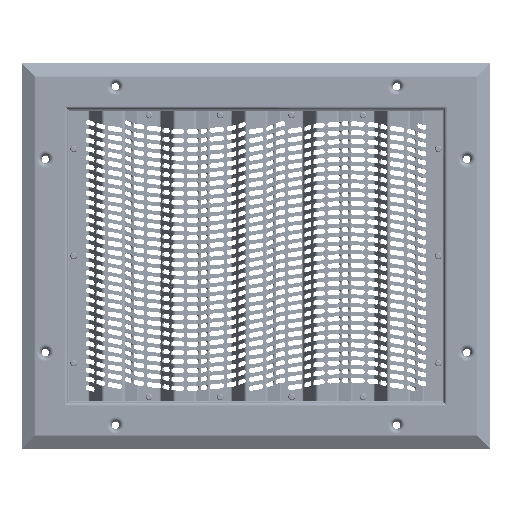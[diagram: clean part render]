
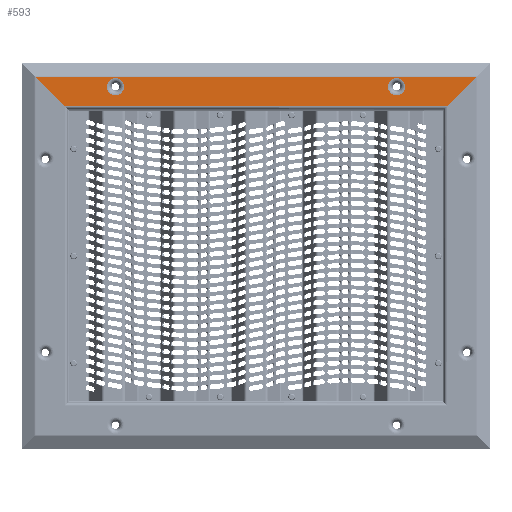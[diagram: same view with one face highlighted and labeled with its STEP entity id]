
A CAD part, top view. The second image highlights one B-rep face of the part: STEP entity #593.
In plain terms, the highlighted planar face has unit normal (0, 0, 1).
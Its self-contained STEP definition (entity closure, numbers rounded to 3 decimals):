
#593=ADVANCED_FACE('',(#8235,#8237,#8239),#8241,.T.);
#8235=FACE_BOUND('',#8236,.T.);
#8236=EDGE_LOOP('',(#112962,#112963,#112964,#112965));
#8237=FACE_BOUND('',#8238,.T.);
#8238=EDGE_LOOP('',(#112966));
#8239=FACE_BOUND('',#8240,.T.);
#8240=EDGE_LOOP('',(#112967));
#8241=PLANE('',#8242);
#8242=AXIS2_PLACEMENT_3D('',#8243,#8244,#8245);
#8243=CARTESIAN_POINT('',(0.,-25.035,30.));
#8244=DIRECTION('',(0.,0.,1.));
#8245=DIRECTION('',(-1.,0.,0.));
#112962=ORIENTED_EDGE('',*,*,#149618,.T.);
#112963=ORIENTED_EDGE('',*,*,#149619,.T.);
#112964=ORIENTED_EDGE('',*,*,#149620,.T.);
#112965=ORIENTED_EDGE('',*,*,#149621,.T.);
#112966=ORIENTED_EDGE('',*,*,#149622,.T.);
#112967=ORIENTED_EDGE('',*,*,#149623,.T.);
#149618=EDGE_CURVE('',#167972,#167973,#167974,.T.);
#149619=EDGE_CURVE('',#167973,#167975,#167976,.T.);
#149620=EDGE_CURVE('',#167975,#167977,#167978,.T.);
#149621=EDGE_CURVE('',#167977,#167972,#167979,.T.);
#149622=EDGE_CURVE('',#167980,#167980,#167981,.F.);
#149623=EDGE_CURVE('',#167982,#167982,#167983,.F.);
#167972=VERTEX_POINT('',#197218);
#167973=VERTEX_POINT('',#197219);
#167974=LINE('',#197220,#197221);
#167975=VERTEX_POINT('',#197223);
#167976=LINE('',#197224,#197225);
#167977=VERTEX_POINT('',#197227);
#167978=LINE('',#197228,#197229);
#167979=LINE('',#197231,#197232);
#167980=VERTEX_POINT('',#197234);
#167981=CIRCLE('',#197235,8.648);
#167982=VERTEX_POINT('',#197239);
#167983=CIRCLE('',#197240,8.648);
#197218=CARTESIAN_POINT('',(223.094,181.094,30.));
#197219=CARTESIAN_POINT('',(-223.094,181.094,30.));
#197220=CARTESIAN_POINT('',(223.094,181.094,30.));
#197221=VECTOR('',#197222,1.);
#197222=DIRECTION('',(-1.,0.,0.));
#197223=CARTESIAN_POINT('',(-193.88,151.88,30.));
#197224=CARTESIAN_POINT('',(-223.094,181.094,30.));
#197225=VECTOR('',#197226,1.);
#197226=DIRECTION('',(0.707,-0.707,0.));
#197227=CARTESIAN_POINT('',(193.88,151.88,30.));
#197228=CARTESIAN_POINT('',(-193.88,151.88,30.));
#197229=VECTOR('',#197230,1.);
#197230=DIRECTION('',(1.,0.,0.));
#197231=CARTESIAN_POINT('',(193.88,151.88,30.));
#197232=VECTOR('',#197233,1.);
#197233=DIRECTION('',(0.707,0.707,0.));
#197234=CARTESIAN_POINT('',(142.333,162.852,30.));
#197235=AXIS2_PLACEMENT_3D('',#197236,#197237,#197238);
#197236=CARTESIAN_POINT('',(142.333,171.5,30.));
#197237=DIRECTION('',(0.,0.,1.));
#197238=DIRECTION('',(0.,-1.,0.));
#197239=CARTESIAN_POINT('',(-142.333,162.852,30.));
#197240=AXIS2_PLACEMENT_3D('',#197241,#197242,#197243);
#197241=CARTESIAN_POINT('',(-142.333,171.5,30.));
#197242=DIRECTION('',(0.,0.,1.));
#197243=DIRECTION('',(0.,-1.,0.));
